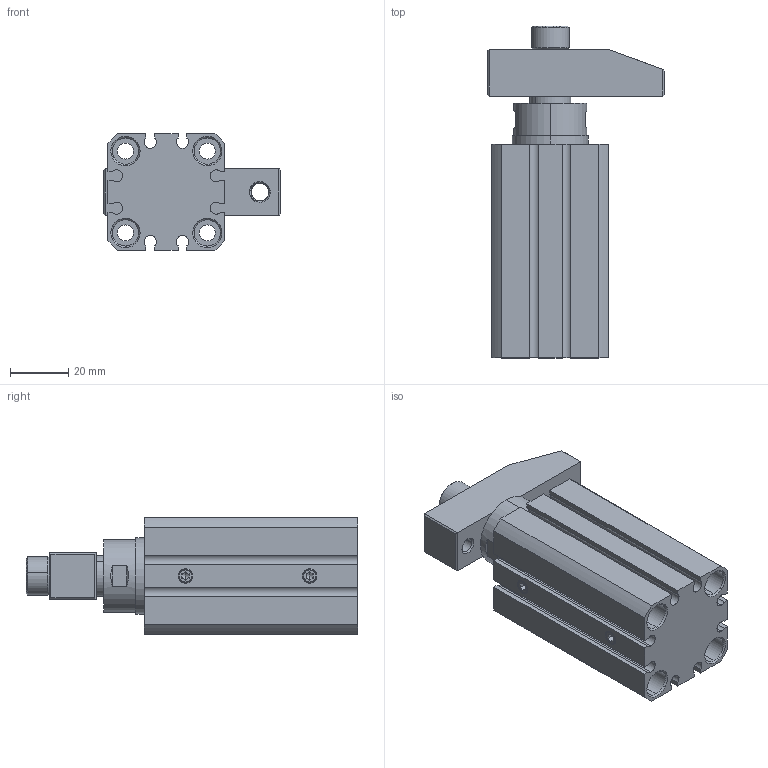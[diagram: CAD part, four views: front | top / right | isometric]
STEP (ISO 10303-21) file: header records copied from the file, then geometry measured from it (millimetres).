
FILE_DESCRIPTION (( 'STEP AP203' ), '1' );
FILE_NAME ('PBS-25感应式转角缸三维图.STEP', '2019-11-12T08:19:54', ( '' ), ( '' ), 'SwSTEP 2.0', 'SolidWorks 2015', '' );
FILE_SCHEMA (( 'CONFIG_CONTROL_DESIGN' ));
Length unit declared in the file: millimetre
Products named in the file (7): PBS25HSG002; Hex socket set screws with flat point GB_GB_FASTENER_SCREWS_HSFP M5X5-S; PBS25掛极; M8螺丝_默认_1; PBS25ヶ裔SLDPRT; PBS-25感应式转角缸三维图; 压臂_默认_4
Assembly tree (7 placements, depth 2):
  PBS-25感应式转角缸三维图
    压臂_默认_4
    PBS25HSG002
    PBS25ヶ裔SLDPRT
    PBS25掛极
    M8螺丝_默认_1
    Hex socket set screws with flat point GB_GB_FASTENER_SCREWS_HSFP M5X5-S  x2
Bounding box: 60.5 x 113.5 x 40 mm (x, y, z)
Volume: 110280.9 mm3; surface area: 47681.7 mm2
Topology: 7 solids, 7 shells, 527 faces, 1255 edges, 759 vertices
Faces by surface type: cylinder 201, cone 197, plane 117, bspline 8, torus 2, sphere 2
Entity records: 17299 total; most frequent: CARTESIAN_POINT 6040, DIRECTION 2291, ORIENTED_EDGE 2168, EDGE_CURVE 1084, AXIS2_PLACEMENT_3D 890, VERTEX_POINT 664, VECTOR 511, LINE 511
